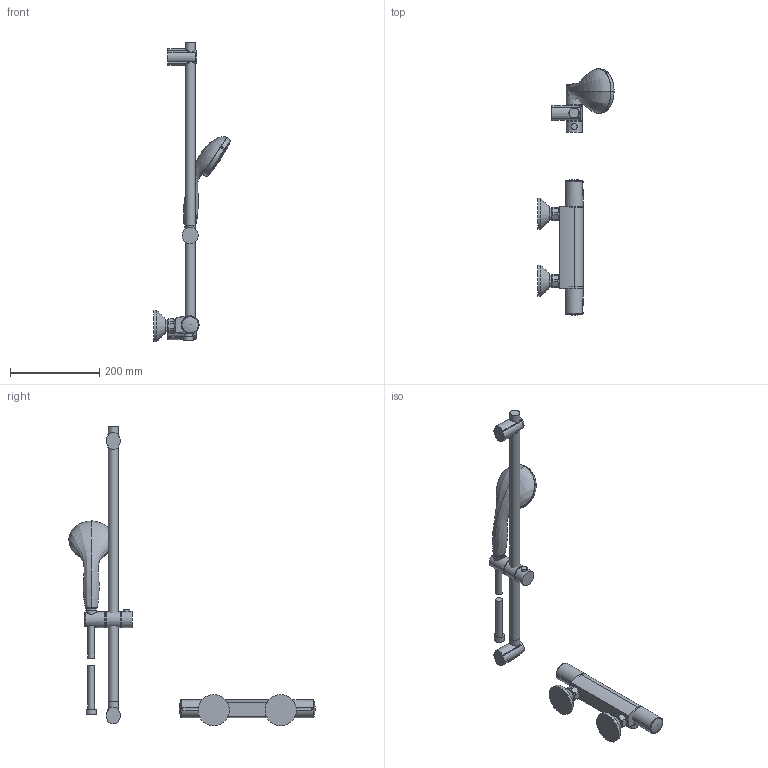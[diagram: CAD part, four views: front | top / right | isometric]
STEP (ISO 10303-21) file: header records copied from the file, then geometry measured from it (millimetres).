
FILE_DESCRIPTION(/* description */ ('Unknown'),/* implementation_level */ '2;1');
FILE_NAME(/* name */ '34597000',/* time_stamp */ '2022-09-08T03:48:19+02:00',/* author */ ('Unknown'),/* organization */ ('GROHE AG'),/* preprocessor_version */ 'ST-DEVELOPER v16.7',/* originating_system */ 'DEX',/* authorisation */ $);
FILE_SCHEMA (('AUTOMOTIVE_DESIGN {1 0 10303 214 3 1 1}'));
Length unit declared in the file: millimetre
Products named in the file (10): 34597000; 34597000_0; id81; 65507038_GEH_THM_BR__SHOWER_01183804; A4285913_DIY_THM_Griff_Body_090831; DF_REVOL; Housing; rail_sur; trim_sur
Assembly tree (9 placements, depth 2):
  34597000
    34597000
    34597000_0
    id81
    65507038_GEH_THM_BR__SHOWER_01183804
    A4285913_DIY_THM_Griff_Body_090831
    DF_REVOL
    Housing
    rail_sur
    trim_sur
Bounding box: 170.47 x 551.5 x 671 mm (x, y, z)
Volume: 17044 mm3; surface area: 210116.8 mm2
Topology: 2 solids, 42 shells, 264 faces, 1215 edges, 974 vertices
Faces by surface type: bspline 100, cylinder 63, plane 55, cone 23, torus 21, sphere 2
Full cylindrical faces by diameter (mm): 14 x1, 14.207 x2, 14.7 x2, 18 x1, 19.9 x1, 20.96 x1, 22 x1, 22.362 x1, 22.6 x1, 23 x1, 30.936 x1, 32 x1, 36 x5, 40 x2, 70 x2
Entity records: 22709 total; most frequent: CARTESIAN_POINT 14567, ORIENTED_EDGE 1643, EDGE_CURVE 1143, VERTEX_POINT 953, B_SPLINE_CURVE_WITH_KNOTS 875, DIRECTION 789, AXIS2_PLACEMENT_3D 349, FACE_BOUND 331
